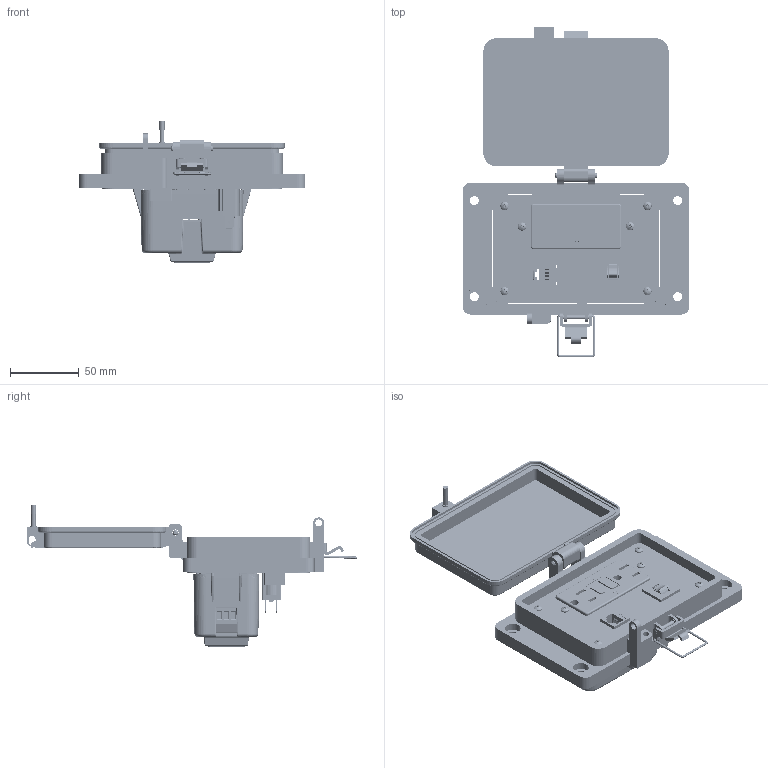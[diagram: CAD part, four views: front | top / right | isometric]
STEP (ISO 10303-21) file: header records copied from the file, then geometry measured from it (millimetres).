
FILE_DESCRIPTION (( 'STEP AP203' ), '1' );
FILE_NAME ('P-R2-M3RF3_3D.STEP', '2021-11-22T18:40:45', ( '' ), ( '' ), 'SwSTEP 2.0', 'SolidWorks 2019', '' );
FILE_SCHEMA (( 'CONFIG_CONTROL_DESIGN' ));
Length unit declared in the file: millimetre
Products named in the file (15): Z-CB-SM; P-R2-M3RF3_FP; 92005A124_METRIC PAN HEAD PHILLIPS MACHINE SCREW_92005A124; Z-300-RJ45CAT5; P-R2-M3RF3_TP; Z-H-M3_B; 90272A106_ZINC-PLTD STL PAN HEAD PHILLIPS MACHINE SCREW_90272A106; CBX; Z-200-OTLT-RIOF-15A_WOE; P-R2-M3RF3_3D; Z-200-OTLT-GFIH-15A_sheared; Z-120-RIOF-SHELL_WOE; R2; RF_WOE; P-R2-M3RF3_BP
Assembly tree (20 placements, depth 4):
  P-R2-M3RF3_3D
    P-R2-M3RF3_BP
    P-R2-M3RF3_TP
    P-R2-M3RF3_FP
    90272A106_ZINC-PLTD STL PAN HEAD PHILLIPS MACHINE SCREW_90272A106  x2
    R2
      Z-300-RJ45CAT5
    CBX
      Z-CB-SM
    92005A124_METRIC PAN HEAD PHILLIPS MACHINE SCREW_92005A124  x6
    Z-H-M3_B
    RF_WOE
      Z-200-OTLT-RIOF-15A_WOE
        Z-120-RIOF-SHELL_WOE
        Z-200-OTLT-GFIH-15A_sheared
Bounding box: 164.96 x 240.59 x 103.95 mm (x, y, z)
Volume: 359282.3 mm3; surface area: 212343 mm2
Topology: 40 solids, 46 shells, 6076 faces, 16008 edges, 10201 vertices
Faces by surface type: plane 2324, cylinder 2229, bspline 1238, cone 134, torus 85, sphere 66
Entity records: 215117 total; most frequent: CARTESIAN_POINT 101294, ORIENTED_EDGE 26148, DIRECTION 18853, EDGE_CURVE 13074, VERTEX_POINT 8263, LINE 7569, VECTOR 7569, AXIS2_PLACEMENT_3D 5642
